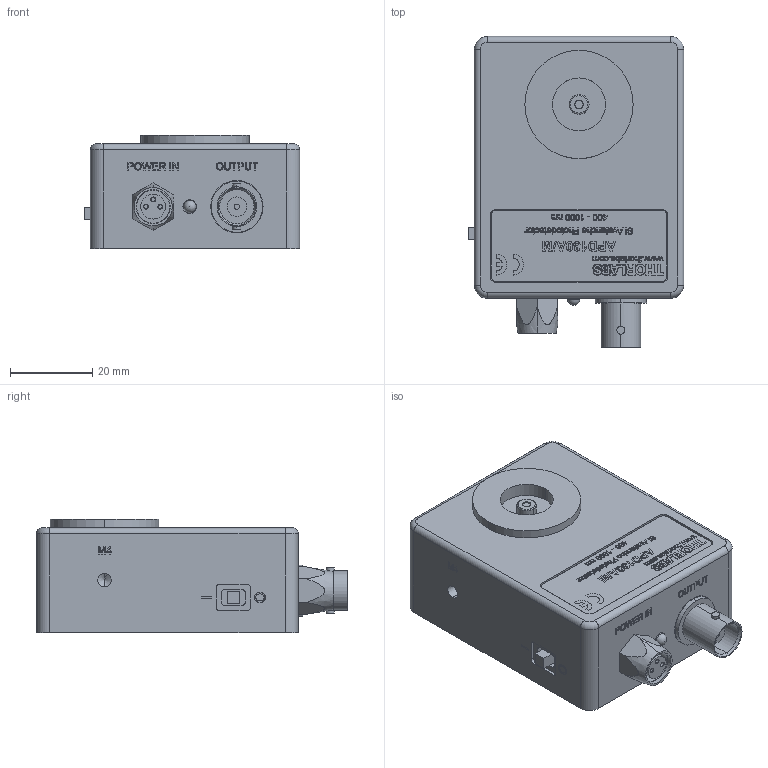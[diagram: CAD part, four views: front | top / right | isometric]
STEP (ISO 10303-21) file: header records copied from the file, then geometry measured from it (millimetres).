
FILE_DESCRIPTION (( 'STEP AP214' ), '1' );
FILE_NAME ('MTN004760-E0W.STEP', '2015-01-19T14:37:50', ( 'tempinstall' ), ( '' ), 'SwSTEP 2.0', 'SolidWorks 2014', '' );
FILE_SCHEMA (( 'AUTOMOTIVE_DESIGN' ));
Length unit declared in the file: millimetre
Products named in the file (1): MTN004760-E0W
Bounding box: 52.26 x 75.46 x 27.43 mm (x, y, z)
Volume: 36153.2 mm3; surface area: 28859.2 mm2
Topology: 12 solids, 13 shells, 1901 faces, 4901 edges, 3195 vertices
Faces by surface type: plane 1029, bspline 501, cylinder 252, cone 102, torus 16, sphere 1
Entity records: 101222 total; most frequent: CARTESIAN_POINT 36986, ORIENTED_EDGE 9736, DIRECTION 7256, EDGE_CURVE 4868, VERTEX_POINT 3193, VECTOR 3146, LINE 3146, EDGE_LOOP 2119
